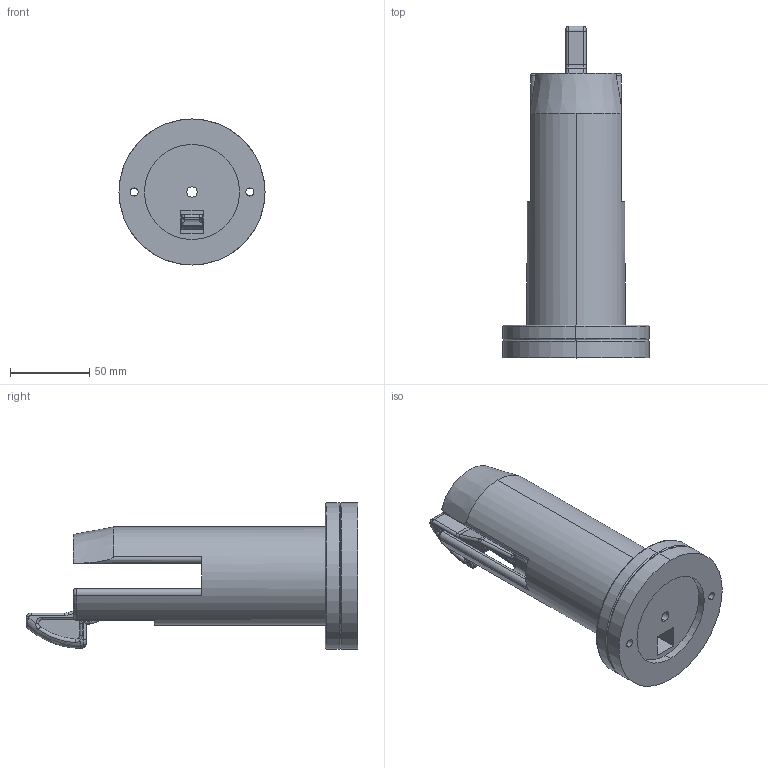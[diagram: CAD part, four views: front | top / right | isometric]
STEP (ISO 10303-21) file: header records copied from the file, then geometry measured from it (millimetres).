
FILE_DESCRIPTION (( 'STEP AP203' ), '1' );
FILE_NAME ('1042-D.STEP', '2010-08-20T12:53:52', ( '' ), ( '' ), 'SwSTEP 2.0', 'SolidWorks 2010', '' );
FILE_SCHEMA (( 'CONFIG_CONTROL_DESIGN' ));
Length unit declared in the file: inch
Products named in the file (4): 1042-D; 1042E Extended Flexlok Base; 1042-1 Adapter Lok; 1042-2 Spacer
Assembly tree (3 placements, depth 2):
  1042-D
    1042E Extended Flexlok Base
    1042-1 Adapter Lok
    1042-2 Spacer
Bounding box: 92.08 x 209.32 x 92.08 mm (x, y, z)
Volume: 275200.4 mm3; surface area: 95680.6 mm2
Topology: 3 solids, 3 shells, 398 faces, 981 edges, 581 vertices
Faces by surface type: cylinder 124, plane 124, torus 71, bspline 70, cone 9
Entity records: 21355 total; most frequent: CARTESIAN_POINT 11920, ORIENTED_EDGE 1922, DIRECTION 1842, EDGE_CURVE 961, AXIS2_PLACEMENT_3D 696, VERTEX_POINT 581, LINE 450, VECTOR 450
